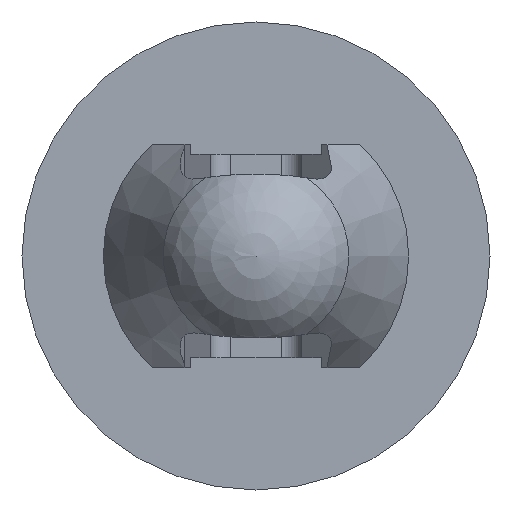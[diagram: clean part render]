
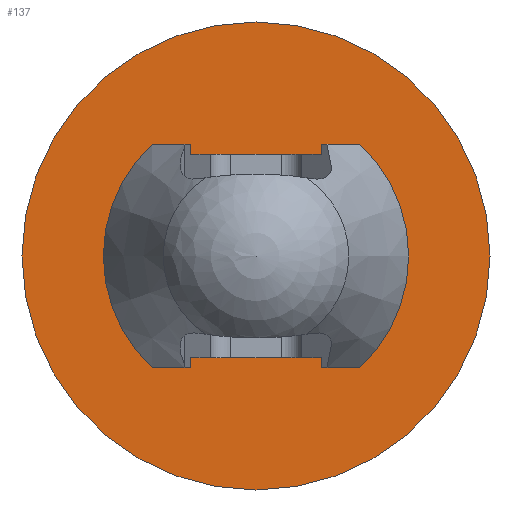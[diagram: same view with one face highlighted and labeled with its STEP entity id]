
A CAD part, front view. The second image highlights one B-rep face of the part: STEP entity #137.
In plain terms, the highlighted planar face has unit normal (0, -1, 0).
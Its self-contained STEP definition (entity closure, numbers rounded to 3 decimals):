
#137 = ADVANCED_FACE( '', ( #276, #277 ), #278, .F. );
#276 = FACE_BOUND( '', #411, .T. );
#277 = FACE_OUTER_BOUND( '', #412, .T. );
#278 = PLANE( '', #413 );
#411 = EDGE_LOOP( '', ( #775, #776, #777, #778 ) );
#412 = EDGE_LOOP( '', ( #779 ) );
#413 = AXIS2_PLACEMENT_3D( '', #780, #781, #782 );
#775 = ORIENTED_EDGE( '', *, *, #838, .F. );
#776 = ORIENTED_EDGE( '', *, *, #943, .F. );
#777 = ORIENTED_EDGE( '', *, *, #995, .T. );
#778 = ORIENTED_EDGE( '', *, *, #891, .F. );
#779 = ORIENTED_EDGE( '', *, *, #989, .T. );
#780 = CARTESIAN_POINT( '', ( -2.3, -2., 0. ) );
#781 = DIRECTION( '', ( 0., 1., 0. ) );
#782 = DIRECTION( '', ( -1., 0., 0. ) );
#838 = EDGE_CURVE( '', #1003, #1004, #1005, .T. );
#891 = EDGE_CURVE( '', #1004, #1091, #1092, .T. );
#943 = EDGE_CURVE( '', #1177, #1003, #1178, .T. );
#989 = EDGE_CURVE( '', #1233, #1233, #1234, .T. );
#995 = EDGE_CURVE( '', #1177, #1091, #1240, .T. );
#1003 = VERTEX_POINT( '', #1248 );
#1004 = VERTEX_POINT( '', #1249 );
#1005 = LINE( '', #1250, #1251 );
#1091 = VERTEX_POINT( '', #1404 );
#1092 = CIRCLE( '', #1405, 1.25 );
#1177 = VERTEX_POINT( '', #1543 );
#1178 = CIRCLE( '', #1544, 1.25 );
#1233 = VERTEX_POINT( '', #1648 );
#1234 = CIRCLE( '', #1649, 2.3 );
#1240 = LINE( '', #1656, #1657 );
#1248 = CARTESIAN_POINT( '', ( 0.75, -2., 1. ) );
#1249 = CARTESIAN_POINT( '', ( -0.75, -2., 1. ) );
#1250 = CARTESIAN_POINT( '', ( 2.5, -2., 1. ) );
#1251 = VECTOR( '', #1666, 1000. );
#1404 = CARTESIAN_POINT( '', ( -0.75, -2., -1. ) );
#1405 = AXIS2_PLACEMENT_3D( '', #1718, #1719, #1720 );
#1543 = CARTESIAN_POINT( '', ( 0.75, -2., -1. ) );
#1544 = AXIS2_PLACEMENT_3D( '', #1775, #1776, #1777 );
#1648 = CARTESIAN_POINT( '', ( 2.3, -2., 0. ) );
#1649 = AXIS2_PLACEMENT_3D( '', #1811, #1812, #1813 );
#1656 = CARTESIAN_POINT( '', ( 2.5, -2., -1. ) );
#1657 = VECTOR( '', #1815, 1000. );
#1666 = DIRECTION( '', ( -1., 0., 0. ) );
#1718 = CARTESIAN_POINT( '', ( 0., -2., 0. ) );
#1719 = DIRECTION( '', ( 0., -1., 0. ) );
#1720 = DIRECTION( '', ( 1., 0., 0. ) );
#1775 = CARTESIAN_POINT( '', ( 0., -2., 0. ) );
#1776 = DIRECTION( '', ( 0., -1., 0. ) );
#1777 = DIRECTION( '', ( 1., 0., 0. ) );
#1811 = CARTESIAN_POINT( '', ( 0., -2., 0. ) );
#1812 = DIRECTION( '', ( 0., -1., 0. ) );
#1813 = DIRECTION( '', ( 1., 0., 0. ) );
#1815 = DIRECTION( '', ( -1., 0., 0. ) );
